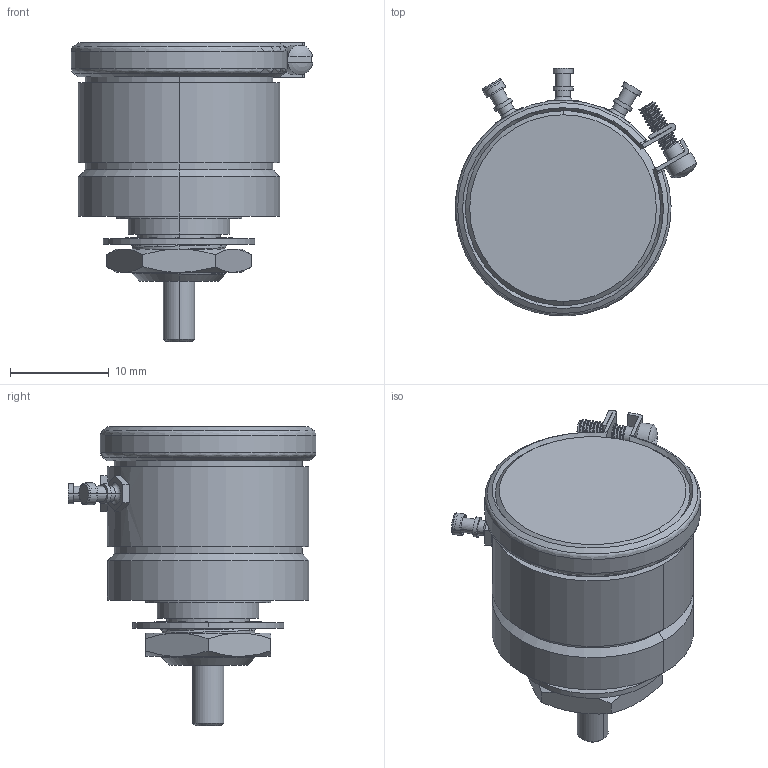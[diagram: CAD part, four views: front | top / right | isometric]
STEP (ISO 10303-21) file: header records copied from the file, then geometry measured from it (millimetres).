
FILE_DESCRIPTION((''),'2;1');
FILE_NAME('5101_SW0005','2013-02-13T',('BMozley'),(''),'PRO/ENGINEER BY PARAMETRIC TECHNOLOGY CORPORATION, 2012360','PRO/ENGINEER BY PARAMETRIC TECHNOLOGY CORPORATION, 2012360','');
FILE_SCHEMA(('CONFIG_CONTROL_DESIGN'));
Length unit declared in the file: inch
Products named in the file (1): 5101_SW0005
Bounding box: 24.5 x 25.17 x 30.43 mm (x, y, z)
Volume: 6563.5 mm3; surface area: 3386.8 mm2
Topology: 3 solids, 3 shells, 429 faces, 1190 edges, 764 vertices
Faces by surface type: cylinder 169, plane 102, bspline 102, cone 36, torus 18, sphere 2
Entity records: 25622 total; most frequent: CARTESIAN_POINT 15350, ORIENTED_EDGE 2380, DIRECTION 1782, EDGE_CURVE 1190, VERTEX_POINT 764, AXIS2_PLACEMENT_3D 654, VECTOR 474, LINE 474
